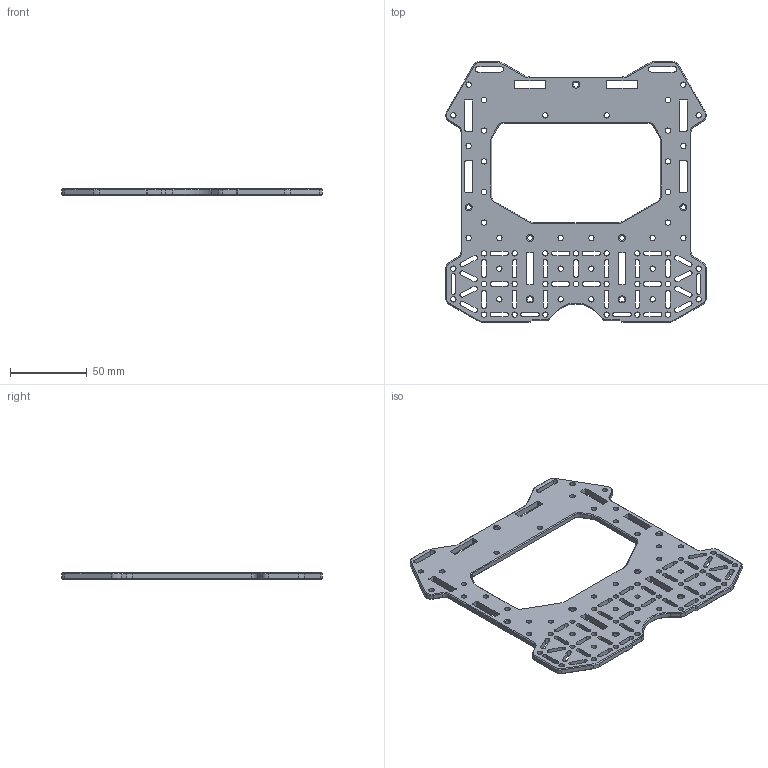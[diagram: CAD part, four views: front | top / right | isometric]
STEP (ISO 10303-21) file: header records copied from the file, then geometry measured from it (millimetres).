
FILE_DESCRIPTION(('STEP AP203'), '1');
FILE_NAME('Ïëàòôîðìà-v1', '2025-09-19T05:55:59', ('KiraFlux'), ('https://github.com/KiraFlux/Botix'), 'C3D Converter', 'C3D Toolkit', '');
FILE_SCHEMA(('CONFIG_CONTROL_DESIGN'));
Length unit declared in the file: millimetre
Bounding box: 170 x 170 x 4 mm (x, y, z)
Volume: 62031.9 mm3; surface area: 42987.9 mm2
Topology: 1 solids, 1 shells, 473 faces, 1283 edges, 812 vertices
Faces by surface type: plane 203, cylinder 198, cone 72
Full cylindrical faces by diameter (mm): 3.4 x7, 3.5 x56
Entity records: 14947 total; most frequent: DIRECTION 2622, CARTESIAN_POINT 2492, ORIENTED_EDGE 2412, EDGE_CURVE 1206, AXIS2_PLACEMENT_3D 942, VERTEX_POINT 812, EDGE_LOOP 768, LINE 738
